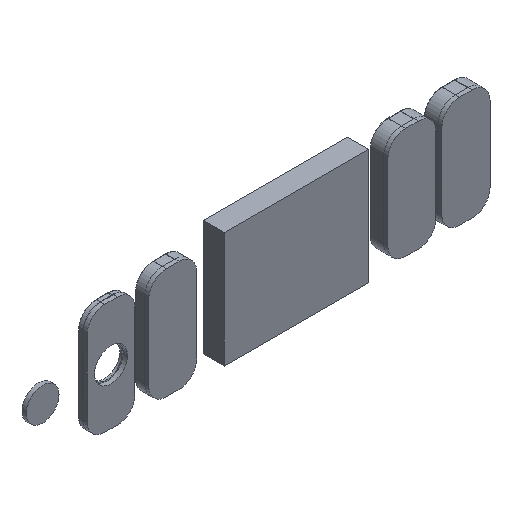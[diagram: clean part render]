
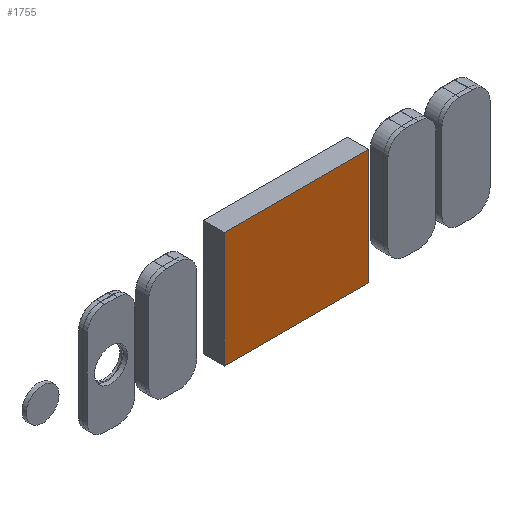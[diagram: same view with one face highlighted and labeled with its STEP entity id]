
A CAD part, isometric view. The second image highlights one B-rep face of the part: STEP entity #1755.
In plain terms, the highlighted planar face has unit normal (0, -1, 0).
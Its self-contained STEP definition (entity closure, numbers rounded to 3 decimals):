
#173=FACE_OUTER_BOUND('',#281,.T.);
#281=EDGE_LOOP('',(#1208,#1209,#1210,#1211));
#400=LINE('',#2651,#573);
#404=LINE('',#2659,#577);
#407=LINE('',#2665,#580);
#410=LINE('',#2670,#583);
#573=VECTOR('',#2089,10.);
#577=VECTOR('',#2095,10.);
#580=VECTOR('',#2100,10.);
#583=VECTOR('',#2105,10.);
#742=VERTEX_POINT('',#2649);
#743=VERTEX_POINT('',#2650);
#746=VERTEX_POINT('',#2658);
#748=VERTEX_POINT('',#2664);
#918=EDGE_CURVE('',#742,#743,#400,.T.);
#922=EDGE_CURVE('',#746,#742,#404,.T.);
#925=EDGE_CURVE('',#748,#746,#407,.T.);
#928=EDGE_CURVE('',#743,#748,#410,.T.);
#1208=ORIENTED_EDGE('',*,*,#928,.F.);
#1209=ORIENTED_EDGE('',*,*,#918,.F.);
#1210=ORIENTED_EDGE('',*,*,#922,.F.);
#1211=ORIENTED_EDGE('',*,*,#925,.F.);
#1690=PLANE('',#1881);
#1755=ADVANCED_FACE('',(#173),#1690,.F.);
#1881=AXIS2_PLACEMENT_3D('',#2673,#2109,#2110);
#2089=DIRECTION('',(1.,0.,0.));
#2095=DIRECTION('',(0.,0.,1.));
#2100=DIRECTION('',(-1.,0.,0.));
#2105=DIRECTION('',(0.,0.,-1.));
#2109=DIRECTION('center_axis',(0.,1.,0.));
#2110=DIRECTION('ref_axis',(1.,0.,0.));
#2649=CARTESIAN_POINT('',(-163.5,0.,131.));
#2650=CARTESIAN_POINT('',(163.5,0.,131.));
#2651=CARTESIAN_POINT('',(-163.5,0.,131.));
#2658=CARTESIAN_POINT('',(-163.5,0.,-131.));
#2659=CARTESIAN_POINT('',(-163.5,0.,-131.));
#2664=CARTESIAN_POINT('',(163.5,0.,-131.));
#2665=CARTESIAN_POINT('',(163.5,0.,-131.));
#2670=CARTESIAN_POINT('',(163.5,0.,131.));
#2673=CARTESIAN_POINT('Origin',(0.,0.,0.));
